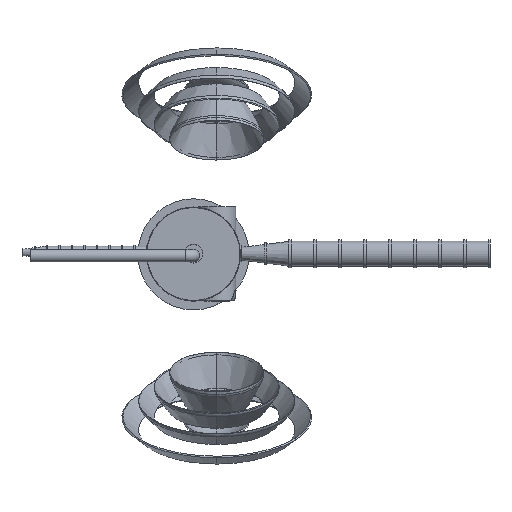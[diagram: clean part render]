
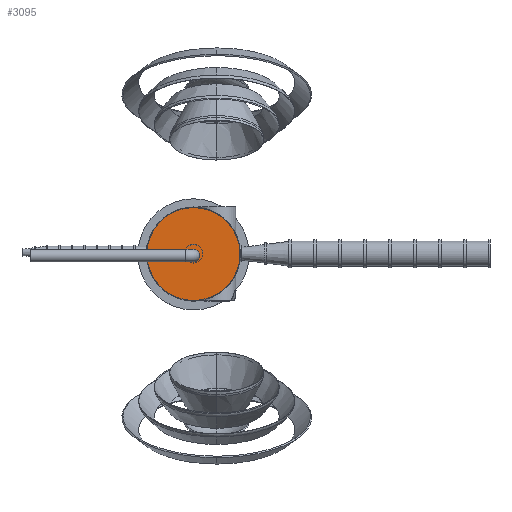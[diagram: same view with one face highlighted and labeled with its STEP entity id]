
A CAD part, top view. The second image highlights one B-rep face of the part: STEP entity #3095.
In plain terms, the highlighted planar face has unit normal (0, 0, 1).
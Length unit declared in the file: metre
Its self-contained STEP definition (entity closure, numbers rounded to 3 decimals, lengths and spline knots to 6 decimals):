
#388=PLANE('',#3406);
#464=FACE_OUTER_BOUND('',#724,.T.);
#724=EDGE_LOOP('',(#2191));
#1253=CIRCLE('',#3407,1.492);
#1407=VERTEX_POINT('',#4453);
#1686=EDGE_CURVE('',#1407,#1407,#1253,.T.);
#2191=ORIENTED_EDGE('',*,*,#1686,.F.);
#3095=ADVANCED_FACE('',(#464),#388,.T.);
#3406=AXIS2_PLACEMENT_3D('',#4452,#3803,#3804);
#3407=AXIS2_PLACEMENT_3D('',#4454,#3805,#3806);
#3803=DIRECTION('center_axis',(0.,0.,
1.));
#3804=DIRECTION('ref_axis',(-1.,0.,0.));
#3805=DIRECTION('center_axis',(0.,0.,
-1.));
#3806=DIRECTION('ref_axis',(0.,1.,0.));
#4452=CARTESIAN_POINT('Origin',(-4.72223,16.007222,-6.971718));
#4453=CARTESIAN_POINT('',(-4.72223,14.515222,-6.971718));
#4454=CARTESIAN_POINT('Origin',(-4.72223,16.007222,-6.971718));
